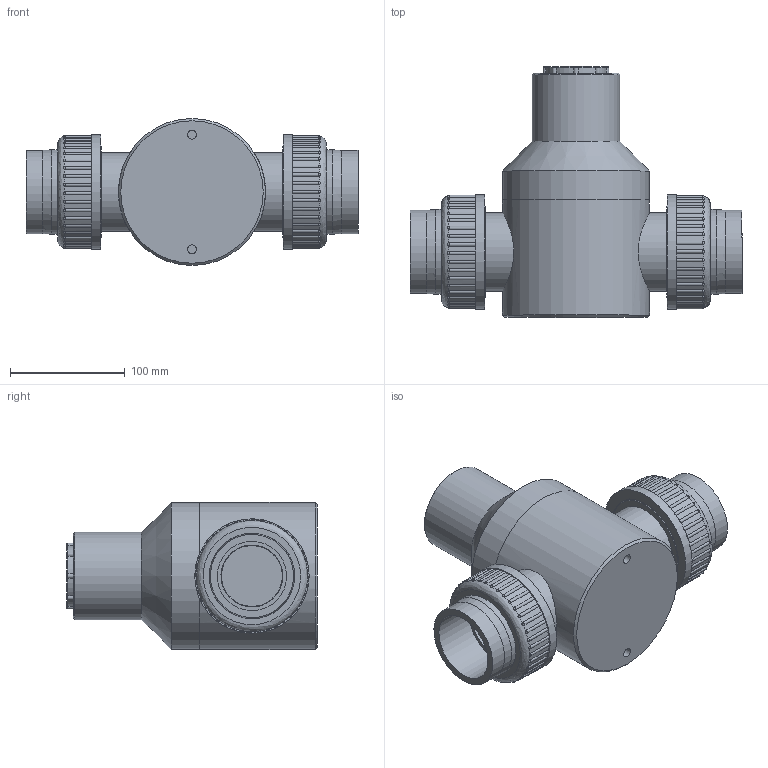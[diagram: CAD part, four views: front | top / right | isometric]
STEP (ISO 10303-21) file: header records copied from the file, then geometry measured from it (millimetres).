
FILE_DESCRIPTION (( 'STEP AP214' ), '1' );
FILE_NAME ('63-1102-0X.STEP', '2019-05-20T09:18:24', ( '' ), ( '' ), 'SwSTEP 2.0', 'SolidWorks 2019', '' );
FILE_SCHEMA (( 'AUTOMOTIVE_DESIGN' ));
Length unit declared in the file: millimetre
Products named in the file (16): 729511111_03; Body detail_63mm or 2; Body detail; 63mm union stub; PVC Bonnet all size_63mm PVC-304; PVC Bonnet all size; 63-1102-0X; 729511111_01; 63mm Dust Cap
Assembly tree (9 placements, depth 2):
  Body detail
  63mm union stub
  729511111_03
  63mm union stub
  PVC Bonnet all size
Bounding box: 289.07 x 218.4 x 128 mm (x, y, z)
Volume: 2456119.9 mm3; surface area: 336671.4 mm2
Topology: 9 solids, 9 shells, 387 faces, 1094 edges, 720 vertices
Faces by surface type: cylinder 214, bspline 94, plane 47, cone 16, torus 16
Full cylindrical faces by diameter (mm): 7.938 x2, 41.5 x1, 43.8 x1, 53 x2, 54 x2, 58 x2, 60.3 x2, 68.4 x2, 68.5 x2, 70 x2, 72.5 x2, 74 x2, 74.3 x2, 76 x1, 78.4 x4, 79.903 x2, 99.7 x2, 128 x2
Entity records: 13345 total; most frequent: CARTESIAN_POINT 7942, ORIENTED_EDGE 1062, DIRECTION 1014, EDGE_CURVE 531, AXIS2_PLACEMENT_3D 454, VERTEX_POINT 366, EDGE_LOOP 281, CIRCLE 264
